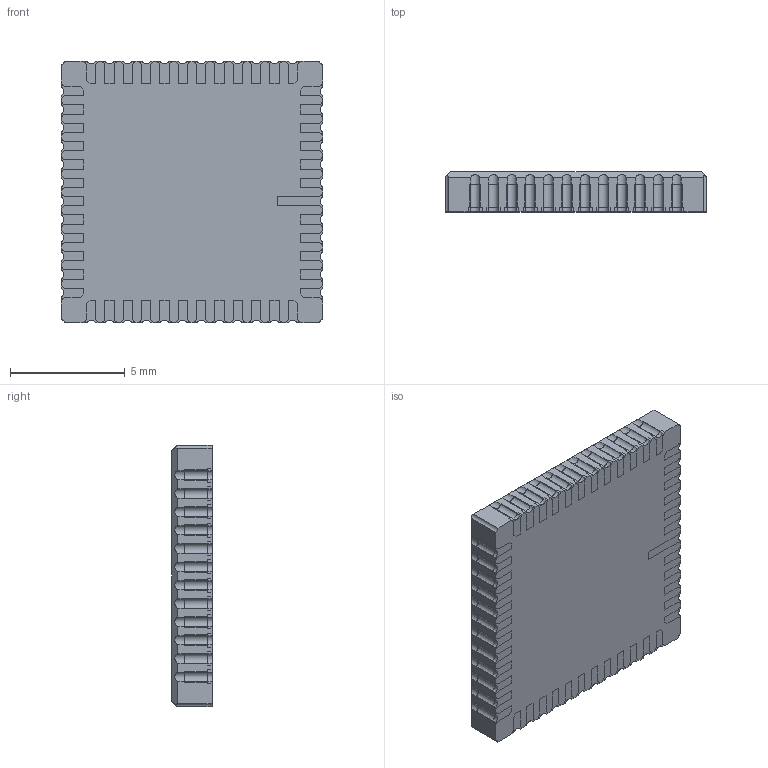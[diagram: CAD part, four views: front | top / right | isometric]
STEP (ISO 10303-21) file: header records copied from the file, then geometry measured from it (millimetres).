
FILE_DESCRIPTION(/* description */ (''),/* implementation_level */ '2;1');
FILE_NAME(/* name */ 'mt9v034.stp',/* time_stamp */ '2014-12-20T21:36:45+01:00',/* author */ ('Emil'),/* organization */ (''),/* preprocessor_version */ 'ST-DEVELOPER v15.6',/* originating_system */ 'Autodesk Inventor 2015',/* authorisation */ '');
FILE_SCHEMA (('AUTOMOTIVE_DESIGN { 1 0 10303 214 3 1 1 }'));
Length unit declared in the file: millimetre
Products named in the file (4): chip; legs; array; mt9v034
Assembly tree (3 placements, depth 2):
  mt9v034
    chip
    legs
    array
Bounding box: 11.43 x 1.75 x 11.43 mm (x, y, z)
Volume: 155.4 mm3; surface area: 539.9 mm2
Topology: 50 solids, 50 shells, 1102 faces, 3000 edges, 2000 vertices
Faces by surface type: plane 714, cylinder 388
Entity records: 34857 total; most frequent: CARTESIAN_POINT 6109, ORIENTED_EDGE 6000, DIRECTION 5998, EDGE_CURVE 3000, LINE 2220, VECTOR 2220, VERTEX_POINT 2000, AXIS2_PLACEMENT_3D 1889
